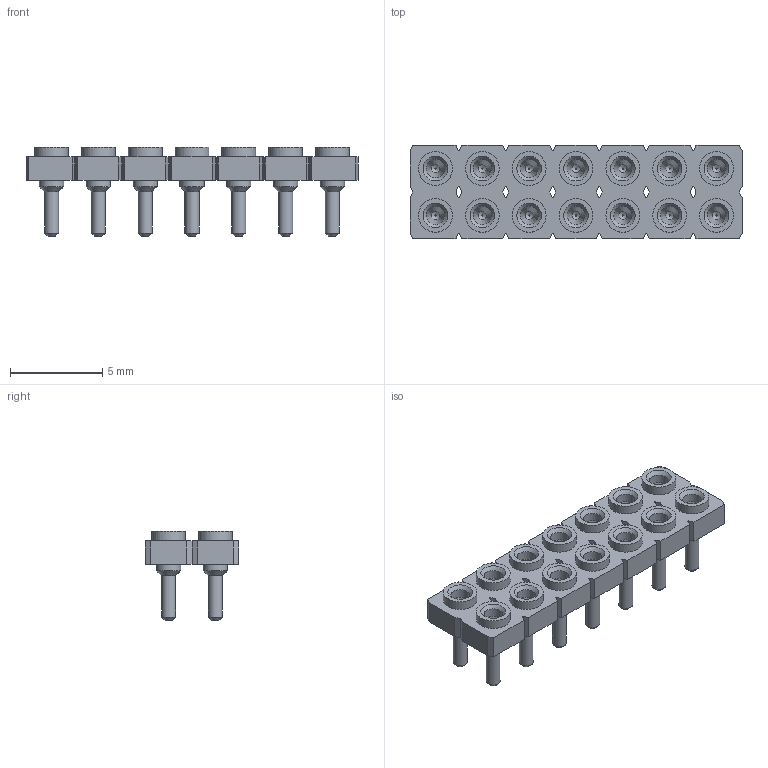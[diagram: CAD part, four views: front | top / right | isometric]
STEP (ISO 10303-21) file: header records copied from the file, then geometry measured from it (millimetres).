
FILE_DESCRIPTION(('STEP AP214'), '1');
FILE_NAME('SL-105-TT-12', '2017-07-15T12:48:35', ('Nobody'), (''), 'ASCON STEP Converter 1.3', 'ASCON Math Kernel', '');
FILE_SCHEMA(('AUTOMOTIVE_DESIGN { 1 0 10303 214 3 1 1}'));
Length unit declared in the file: millimetre
Assembly tree (14 placements, depth 2):
  (unnamed)
    (unnamed)  x14
Bounding box: 18.01 x 5.08 x 4.83 mm (x, y, z)
Volume: 135.4 mm3; surface area: 720.5 mm2
Topology: 15 solids, 15 shells, 394 faces, 798 edges, 490 vertices
Faces by surface type: plane 160, cylinder 136, cone 98
Full cylindrical faces by diameter (mm): 0.55 x14, 0.76 x14, 1 x28, 1.32 x42, 1.83 x14
Entity records: 5695 total; most frequent: DIRECTION 734, CARTESIAN_POINT 733, ORIENTED_EDGE 682, EDGE_CURVE 341, LINE 246, VECTOR 246, AXIS2_PLACEMENT_3D 244, VERTEX_POINT 243
